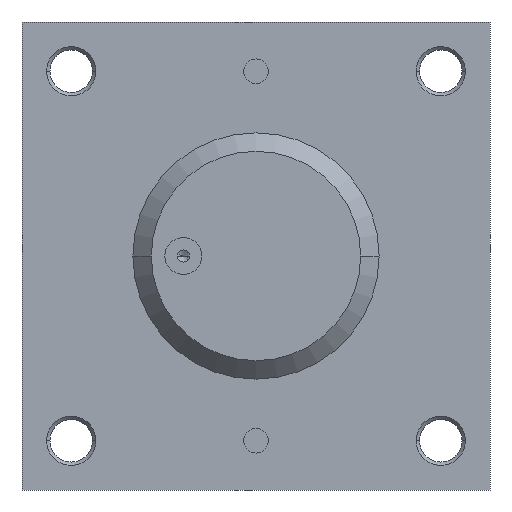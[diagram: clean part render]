
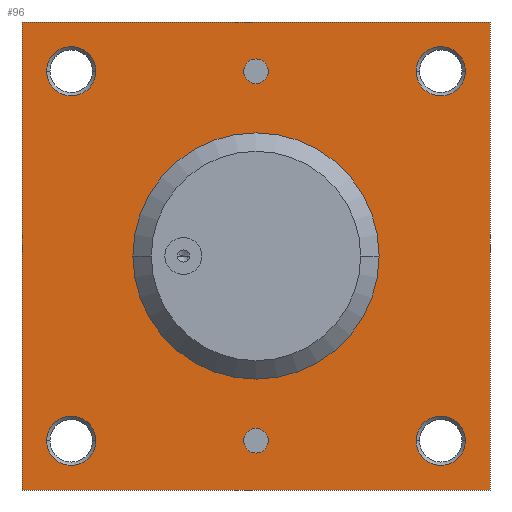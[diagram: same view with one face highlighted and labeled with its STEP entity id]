
A CAD part, left-side view. The second image highlights one B-rep face of the part: STEP entity #96.
In plain terms, the highlighted planar face has unit normal (-1, 0, 0).
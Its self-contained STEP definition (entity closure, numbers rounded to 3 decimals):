
#96=ADVANCED_FACE('',(#235,#236,#237,#238,#239,#240,#241,#242),#243,.F.);
#235=FACE_BOUND('',#412,.T.);
#236=FACE_BOUND('',#413,.T.);
#237=FACE_BOUND('',#414,.T.);
#238=FACE_BOUND('',#415,.T.);
#239=FACE_BOUND('',#416,.T.);
#240=FACE_BOUND('',#417,.T.);
#241=FACE_BOUND('',#418,.T.);
#242=FACE_OUTER_BOUND('',#419,.T.);
#243=PLANE('',#420);
#412=EDGE_LOOP('',(#852,#853));
#413=EDGE_LOOP('',(#854,#855));
#414=EDGE_LOOP('',(#856,#857));
#415=EDGE_LOOP('',(#858,#859));
#416=EDGE_LOOP('',(#860,#861));
#417=EDGE_LOOP('',(#862,#863));
#418=EDGE_LOOP('',(#864,#865));
#419=EDGE_LOOP('',(#866,#867,#868,#869));
#420=AXIS2_PLACEMENT_3D('',#870,#871,#872);
#852=ORIENTED_EDGE('',*,*,#1167,.T.);
#853=ORIENTED_EDGE('',*,*,#1213,.T.);
#854=ORIENTED_EDGE('',*,*,#1156,.T.);
#855=ORIENTED_EDGE('',*,*,#1215,.T.);
#856=ORIENTED_EDGE('',*,*,#1145,.T.);
#857=ORIENTED_EDGE('',*,*,#1217,.T.);
#858=ORIENTED_EDGE('',*,*,#1134,.T.);
#859=ORIENTED_EDGE('',*,*,#1219,.T.);
#860=ORIENTED_EDGE('',*,*,#1221,.T.);
#861=ORIENTED_EDGE('',*,*,#1127,.T.);
#862=ORIENTED_EDGE('',*,*,#1222,.T.);
#863=ORIENTED_EDGE('',*,*,#1123,.T.);
#864=ORIENTED_EDGE('',*,*,#1200,.T.);
#865=ORIENTED_EDGE('',*,*,#1175,.T.);
#866=ORIENTED_EDGE('',*,*,#1223,.T.);
#867=ORIENTED_EDGE('',*,*,#1224,.T.);
#868=ORIENTED_EDGE('',*,*,#1225,.T.);
#869=ORIENTED_EDGE('',*,*,#1226,.T.);
#870=CARTESIAN_POINT('',(-28.0,0.0,0.0));
#871=DIRECTION('',(1.0,0.0,0.));
#872=DIRECTION('',(0.,0.0,-1.0));
#1123=EDGE_CURVE('',#1335,#1339,#1341,.T.);
#1127=EDGE_CURVE('',#1343,#1347,#1349,.T.);
#1134=EDGE_CURVE('',#1358,#1360,#1362,.T.);
#1145=EDGE_CURVE('',#1377,#1379,#1381,.T.);
#1156=EDGE_CURVE('',#1396,#1398,#1400,.T.);
#1167=EDGE_CURVE('',#1415,#1417,#1419,.T.);
#1175=EDGE_CURVE('',#1426,#1430,#1432,.T.);
#1200=EDGE_CURVE('',#1430,#1426,#1472,.T.);
#1213=EDGE_CURVE('',#1417,#1415,#1489,.T.);
#1215=EDGE_CURVE('',#1398,#1396,#1491,.T.);
#1217=EDGE_CURVE('',#1379,#1377,#1493,.T.);
#1219=EDGE_CURVE('',#1360,#1358,#1495,.T.);
#1221=EDGE_CURVE('',#1347,#1343,#1497,.T.);
#1222=EDGE_CURVE('',#1339,#1335,#1498,.T.);
#1223=EDGE_CURVE('',#1499,#1500,#1501,.T.);
#1224=EDGE_CURVE('',#1500,#1502,#1503,.T.);
#1225=EDGE_CURVE('',#1502,#1504,#1505,.T.);
#1226=EDGE_CURVE('',#1504,#1499,#1506,.T.);
#1335=VERTEX_POINT('',#1645);
#1339=VERTEX_POINT('',#1650);
#1341=CIRCLE('',#1653,5.0);
#1343=VERTEX_POINT('',#1655);
#1347=VERTEX_POINT('',#1660);
#1349=CIRCLE('',#1663,5.0);
#1358=VERTEX_POINT('',#1674);
#1360=VERTEX_POINT('',#1677);
#1362=CIRCLE('',#1680,10.0);
#1377=VERTEX_POINT('',#1699);
#1379=VERTEX_POINT('',#1702);
#1381=CIRCLE('',#1705,10.0);
#1396=VERTEX_POINT('',#1724);
#1398=VERTEX_POINT('',#1727);
#1400=CIRCLE('',#1730,10.0);
#1415=VERTEX_POINT('',#1749);
#1417=VERTEX_POINT('',#1752);
#1419=CIRCLE('',#1755,10.0);
#1426=VERTEX_POINT('',#1764);
#1430=VERTEX_POINT('',#1769);
#1432=CIRCLE('',#1772,50.0);
#1472=CIRCLE('',#1822,50.0);
#1489=CIRCLE('',#1843,10.0);
#1491=CIRCLE('',#1845,10.0);
#1493=CIRCLE('',#1847,10.0);
#1495=CIRCLE('',#1849,10.0);
#1497=CIRCLE('',#1851,5.0);
#1498=CIRCLE('',#1852,5.0);
#1499=VERTEX_POINT('',#1853);
#1500=VERTEX_POINT('',#1854);
#1501=LINE('',#1855,#1856);
#1502=VERTEX_POINT('',#1857);
#1503=LINE('',#1858,#1859);
#1504=VERTEX_POINT('',#1860);
#1505=LINE('',#1861,#1862);
#1506=LINE('',#1863,#1864);
#1645=CARTESIAN_POINT('',(-28.0,0.,70.0));
#1650=CARTESIAN_POINT('',(-28.0,0.,80.0));
#1653=AXIS2_PLACEMENT_3D('',#2298,#2299,#2300);
#1655=CARTESIAN_POINT('',(-28.0,0.,-80.0));
#1660=CARTESIAN_POINT('',(-28.0,0.,-70.0));
#1663=AXIS2_PLACEMENT_3D('',#2306,#2307,#2308);
#1674=CARTESIAN_POINT('',(-28.0,-65.0,75.0));
#1677=CARTESIAN_POINT('',(-28.0,-85.0,75.0));
#1680=AXIS2_PLACEMENT_3D('',#2319,#2320,#2321);
#1699=CARTESIAN_POINT('',(-28.0,85.0,75.0));
#1702=CARTESIAN_POINT('',(-28.0,65.0,75.0));
#1705=AXIS2_PLACEMENT_3D('',#2340,#2341,#2342);
#1724=CARTESIAN_POINT('',(-28.0,-65.0,-75.0));
#1727=CARTESIAN_POINT('',(-28.0,-85.0,-75.0));
#1730=AXIS2_PLACEMENT_3D('',#2361,#2362,#2363);
#1749=CARTESIAN_POINT('',(-28.0,85.0,-75.0));
#1752=CARTESIAN_POINT('',(-28.0,65.0,-75.0));
#1755=AXIS2_PLACEMENT_3D('',#2382,#2383,#2384);
#1764=CARTESIAN_POINT('',(-28.0,0.,-50.0));
#1769=CARTESIAN_POINT('',(-28.0,0.,50.0));
#1772=AXIS2_PLACEMENT_3D('',#2398,#2399,#2400);
#1822=AXIS2_PLACEMENT_3D('',#2453,#2454,#2455);
#1843=AXIS2_PLACEMENT_3D('',#2484,#2485,#2486);
#1845=AXIS2_PLACEMENT_3D('',#2490,#2491,#2492);
#1847=AXIS2_PLACEMENT_3D('',#2496,#2497,#2498);
#1849=AXIS2_PLACEMENT_3D('',#2502,#2503,#2504);
#1851=AXIS2_PLACEMENT_3D('',#2508,#2509,#2510);
#1852=AXIS2_PLACEMENT_3D('',#2511,#2512,#2513);
#1853=CARTESIAN_POINT('',(-28.0,95.0,-95.0));
#1854=CARTESIAN_POINT('',(-28.0,-95.0,-95.0));
#1855=CARTESIAN_POINT('',(-28.0,0.0,-95.0));
#1856=VECTOR('',#2514,1.0);
#1857=CARTESIAN_POINT('',(-28.0,-95.0,95.0));
#1858=CARTESIAN_POINT('',(-28.0,-95.0,0.0));
#1859=VECTOR('',#2515,1.0);
#1860=CARTESIAN_POINT('',(-28.0,95.0,95.0));
#1861=CARTESIAN_POINT('',(-28.0,0.0,95.0));
#1862=VECTOR('',#2516,1.0);
#1863=CARTESIAN_POINT('',(-28.0,95.0,0.0));
#1864=VECTOR('',#2517,1.0);
#2298=CARTESIAN_POINT('',(-28.0,0.0,75.0));
#2299=DIRECTION('',(1.0,0.0,0.));
#2300=DIRECTION('',(0.,0.0,-1.0));
#2306=CARTESIAN_POINT('',(-28.0,0.0,-75.0));
#2307=DIRECTION('',(1.0,0.0,0.));
#2308=DIRECTION('',(0.,0.0,-1.0));
#2319=CARTESIAN_POINT('',(-28.0,-75.0,75.0));
#2320=DIRECTION('',(1.0,-0.0,0.));
#2321=DIRECTION('',(0.0,1.0,0.0));
#2340=CARTESIAN_POINT('',(-28.0,75.0,75.0));
#2341=DIRECTION('',(1.0,-0.0,0.));
#2342=DIRECTION('',(0.0,1.0,0.0));
#2361=CARTESIAN_POINT('',(-28.0,-75.0,-75.0));
#2362=DIRECTION('',(1.0,-0.0,0.));
#2363=DIRECTION('',(0.0,1.0,0.0));
#2382=CARTESIAN_POINT('',(-28.0,75.0,-75.0));
#2383=DIRECTION('',(1.0,-0.0,0.));
#2384=DIRECTION('',(0.0,1.0,0.0));
#2398=CARTESIAN_POINT('',(-28.0,0.0,0.0));
#2399=DIRECTION('',(1.0,0.0,0.));
#2400=DIRECTION('',(0.,0.0,-1.0));
#2453=CARTESIAN_POINT('',(-28.0,0.0,0.0));
#2454=DIRECTION('',(1.0,0.0,0.));
#2455=DIRECTION('',(0.,0.0,-1.0));
#2484=CARTESIAN_POINT('',(-28.0,75.0,-75.0));
#2485=DIRECTION('',(1.0,-0.0,0.));
#2486=DIRECTION('',(0.0,1.0,0.0));
#2490=CARTESIAN_POINT('',(-28.0,-75.0,-75.0));
#2491=DIRECTION('',(1.0,-0.0,0.));
#2492=DIRECTION('',(0.0,1.0,0.0));
#2496=CARTESIAN_POINT('',(-28.0,75.0,75.0));
#2497=DIRECTION('',(1.0,-0.0,0.));
#2498=DIRECTION('',(0.0,1.0,0.0));
#2502=CARTESIAN_POINT('',(-28.0,-75.0,75.0));
#2503=DIRECTION('',(1.0,-0.0,0.));
#2504=DIRECTION('',(0.0,1.0,0.0));
#2508=CARTESIAN_POINT('',(-28.0,0.0,-75.0));
#2509=DIRECTION('',(1.0,0.0,0.));
#2510=DIRECTION('',(0.,0.0,-1.0));
#2511=CARTESIAN_POINT('',(-28.0,0.0,75.0));
#2512=DIRECTION('',(1.0,0.0,0.));
#2513=DIRECTION('',(0.,0.0,-1.0));
#2514=DIRECTION('',(0.0,-1.0,0.0));
#2515=DIRECTION('',(0.,0.0,1.0));
#2516=DIRECTION('',(0.0,1.0,0.0));
#2517=DIRECTION('',(0.,0.0,-1.0));
